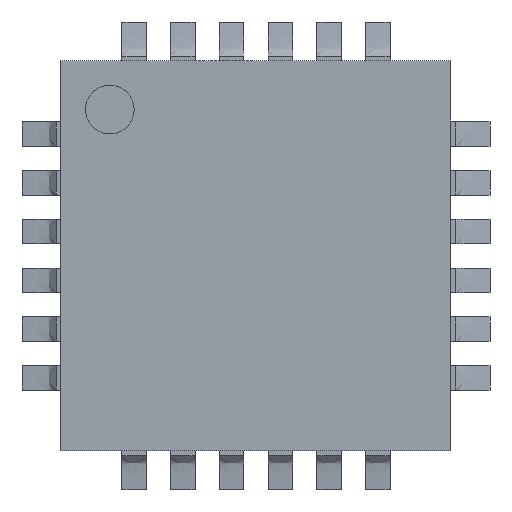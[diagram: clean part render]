
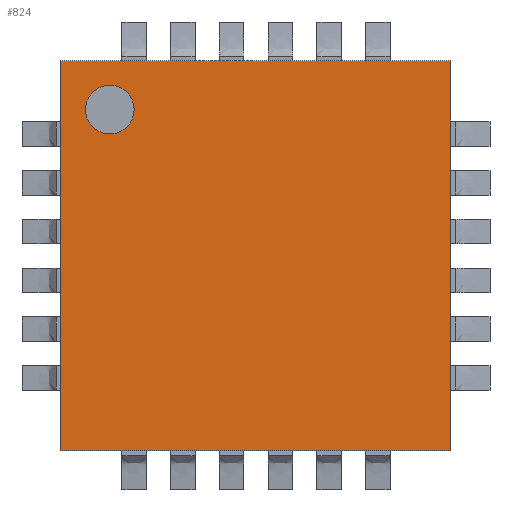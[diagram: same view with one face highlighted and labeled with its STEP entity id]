
A CAD part, top view. The second image highlights one B-rep face of the part: STEP entity #824.
In plain terms, the highlighted planar face has unit normal (0, 0, 1).
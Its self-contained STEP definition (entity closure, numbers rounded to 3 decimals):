
#824=ADVANCED_FACE('',(#2362,#2364),#2366,.T.);
#2362=FACE_BOUND('',#2363,.T.);
#2363=EDGE_LOOP('',(#4282,#4283,#4284,#4285));
#2364=FACE_BOUND('',#2365,.T.);
#2365=EDGE_LOOP('',(#4286));
#2366=PLANE('',#2367);
#2367=AXIS2_PLACEMENT_3D('',#2368,#2369,#2370);
#2368=CARTESIAN_POINT('',(-2.,-2.,0.9));
#2369=DIRECTION('',(0.,0.,1.));
#2370=DIRECTION('',(1.,0.,0.));
#4282=ORIENTED_EDGE('',*,*,#5430,.F.);
#4283=ORIENTED_EDGE('',*,*,#5435,.T.);
#4284=ORIENTED_EDGE('',*,*,#5437,.T.);
#4285=ORIENTED_EDGE('',*,*,#5438,.F.);
#4286=ORIENTED_EDGE('',*,*,#5439,.F.);
#5430=EDGE_CURVE('',#5960,#5961,#5962,.T.);
#5435=EDGE_CURVE('',#5960,#5969,#5971,.T.);
#5437=EDGE_CURVE('',#5969,#5973,#5974,.T.);
#5438=EDGE_CURVE('',#5961,#5973,#5975,.T.);
#5439=EDGE_CURVE('',#5976,#5976,#5977,.T.);
#5960=VERTEX_POINT('',#6844);
#5961=VERTEX_POINT('',#6845);
#5962=LINE('',#6846,#6847);
#5969=VERTEX_POINT('',#6861);
#5971=LINE('',#6865,#6866);
#5973=VERTEX_POINT('',#6871);
#5974=LINE('',#6872,#6873);
#5975=LINE('',#6875,#6876);
#5976=VERTEX_POINT('',#6878);
#5977=CIRCLE('',#6879,0.25);
#6844=CARTESIAN_POINT('',(-2.,-2.,0.9));
#6845=CARTESIAN_POINT('',(-2.,2.,0.9));
#6846=CARTESIAN_POINT('',(-2.,-2.,0.9));
#6847=VECTOR('',#6848,1.);
#6848=DIRECTION('',(0.,1.,0.));
#6861=CARTESIAN_POINT('',(2.,-2.,0.9));
#6865=CARTESIAN_POINT('',(-2.,-2.,0.9));
#6866=VECTOR('',#6867,1.);
#6867=DIRECTION('',(1.,0.,0.));
#6871=CARTESIAN_POINT('',(2.,2.,0.9));
#6872=CARTESIAN_POINT('',(2.,-2.,0.9));
#6873=VECTOR('',#6874,1.);
#6874=DIRECTION('',(0.,1.,0.));
#6875=CARTESIAN_POINT('',(-2.,2.,0.9));
#6876=VECTOR('',#6877,1.);
#6877=DIRECTION('',(1.,0.,0.));
#6878=CARTESIAN_POINT('',(-1.25,1.5,0.9));
#6879=AXIS2_PLACEMENT_3D('',#6880,#6881,#6882);
#6880=CARTESIAN_POINT('',(-1.5,1.5,0.9));
#6881=DIRECTION('',(0.,0.,1.));
#6882=DIRECTION('',(1.,0.,0.));
